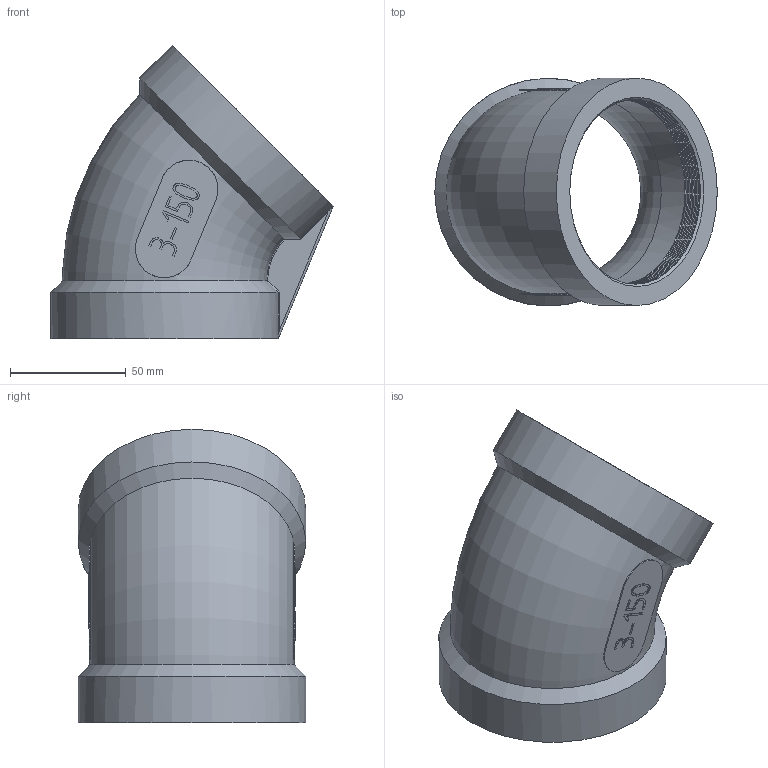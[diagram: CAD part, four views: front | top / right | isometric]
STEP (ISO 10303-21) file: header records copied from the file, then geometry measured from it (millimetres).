
FILE_DESCRIPTION(/* description */ ('Unknown'),/* implementation_level */ '2;1');
FILE_NAME(/* name */ 'DN80',/* time_stamp */ '2021-07-27T18:16:25+08:00',/* author */ ('Unknown'),/* organization */ ('Unknown'),/* preprocessor_version */ 'ST-DEVELOPER v16.7',/* originating_system */ 'DEX',/* authorisation */ $);
FILE_SCHEMA (('AUTOMOTIVE_DESIGN {1 0 10303 214 3 1 1}'));
Length unit declared in the file: millimetre
Products named in the file (1): DN80
Bounding box: 122.26 x 98.5 x 127.01 mm (x, y, z)
Volume: 186886.8 mm3; surface area: 69144.1 mm2
Topology: 1 solids, 1 shells, 130 faces, 332 edges, 216 vertices
Faces by surface type: plane 64, bspline 32, cylinder 26, torus 4, cone 4
Full cylindrical faces by diameter (mm): 80 x12, 98.5 x2
Entity records: 6202 total; most frequent: CARTESIAN_POINT 3629, ORIENTED_EDGE 578, DIRECTION 411, EDGE_CURVE 289, VERTEX_POINT 192, LINE 157, VECTOR 157, EDGE_LOOP 139
